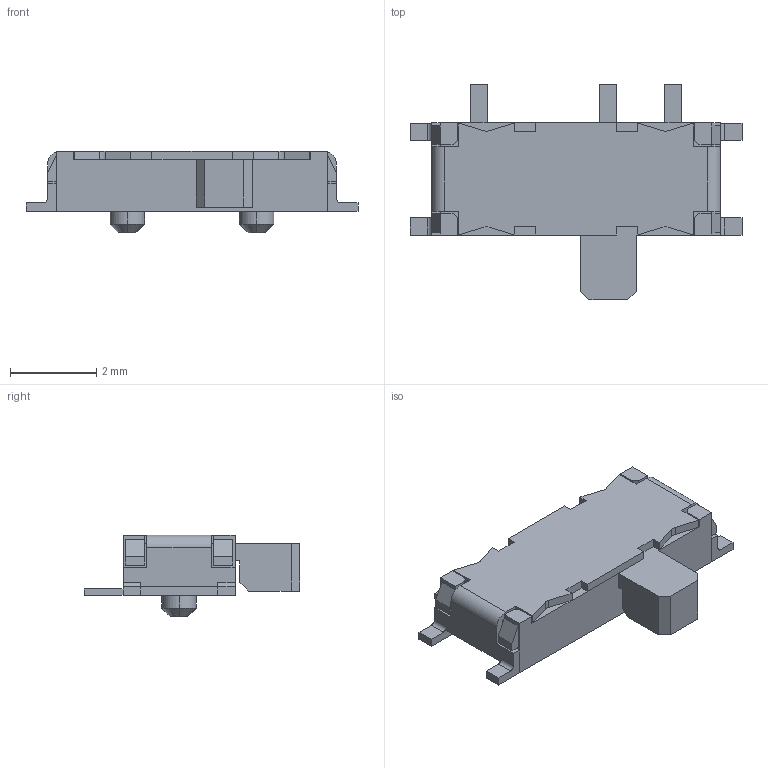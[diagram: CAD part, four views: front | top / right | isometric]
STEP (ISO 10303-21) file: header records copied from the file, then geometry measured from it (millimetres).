
FILE_DESCRIPTION(('FreeCAD Model'),'2;1');
FILE_NAME('SSSS811101.step', '2020-06-22T20:52:29',('kicad StepUp'),('ksu MCAD'), 'Open CASCADE STEP processor 7.3','FreeCAD','Unknown');
FILE_SCHEMA(('AUTOMOTIVE_DESIGN { 1 0 10303 214 1 1 1 1 }'));
Length unit declared in the file: millimetre
Products named in the file (1): SSSS811101
Bounding box: 7.7 x 5 x 1.9 mm (x, y, z)
Volume: 26.5 mm3; surface area: 78.9 mm2
Topology: 1 solids, 1 shells, 162 faces, 430 edges, 272 vertices
Faces by surface type: plane 138, cylinder 18, cone 6
Entity records: 6050 total; most frequent: CARTESIAN_POINT 867, ORIENTED_EDGE 860, DIRECTION 796, EDGE_CURVE 430, LINE 386, VECTOR 386, VERTEX_POINT 272, AXIS2_PLACEMENT_3D 205
